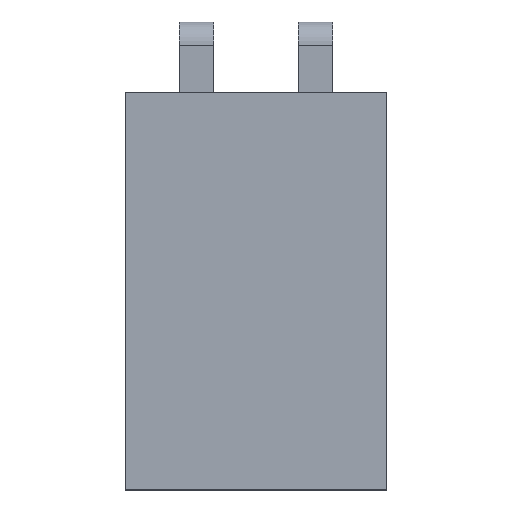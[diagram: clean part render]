
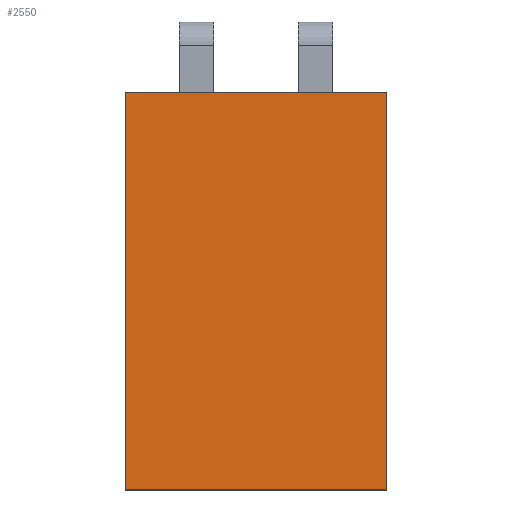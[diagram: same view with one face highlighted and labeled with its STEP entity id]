
A CAD part, top view. The second image highlights one B-rep face of the part: STEP entity #2550.
In plain terms, the highlighted face is planar.
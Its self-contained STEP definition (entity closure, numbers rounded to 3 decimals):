
#228=ORIENTED_EDGE('',*,*,#730,.F.);
#229=ORIENTED_EDGE('',*,*,#725,.F.);
#230=ORIENTED_EDGE('',*,*,#720,.F.);
#231=ORIENTED_EDGE('',*,*,#731,.F.);
#720=EDGE_CURVE('',#964,#965,#1130,.T.);
#725=EDGE_CURVE('',#965,#968,#1135,.T.);
#730=EDGE_CURVE('',#968,#971,#1140,.T.);
#731=EDGE_CURVE('',#971,#964,#1141,.T.);
#964=VERTEX_POINT('',#3545);
#965=VERTEX_POINT('',#3547);
#968=VERTEX_POINT('',#3556);
#971=VERTEX_POINT('',#3566);
#1130=LINE('',#3546,#1368);
#1135=LINE('',#3555,#1373);
#1140=LINE('',#3565,#1378);
#1141=LINE('',#3567,#1379);
#1368=VECTOR('',#2938,1000.);
#1373=VECTOR('',#2945,1000.);
#1378=VECTOR('',#2954,1000.);
#1379=VECTOR('',#2955,1000.);
#1512=EDGE_LOOP('',(#228,#229,#230,#231));
#1620=FACE_BOUND('',#1512,.T.);
#1728=PLANE('',#2669);
#2550=ADVANCED_FACE('',(#1620),#1728,.F.);
#2669=AXIS2_PLACEMENT_3D('',#3564,#2952,#2953);
#2938=DIRECTION('',(1.,0.,0.));
#2945=DIRECTION('',(0.,0.,1.));
#2952=DIRECTION('',(0.,-1.,0.));
#2953=DIRECTION('',(0.,0.,-1.));
#2954=DIRECTION('',(-1.,0.,0.));
#2955=DIRECTION('',(0.,0.,-1.));
#3545=CARTESIAN_POINT('',(-2.79,1.25,-4.25));
#3546=CARTESIAN_POINT('',(-2.79,1.25,-4.25));
#3547=CARTESIAN_POINT('',(2.79,1.25,-4.25));
#3555=CARTESIAN_POINT('',(2.79,1.25,-4.25));
#3556=CARTESIAN_POINT('',(2.79,1.25,4.25));
#3564=CARTESIAN_POINT('',(0.,1.25,0.));
#3565=CARTESIAN_POINT('',(2.79,1.25,4.25));
#3566=CARTESIAN_POINT('',(-2.79,1.25,4.25));
#3567=CARTESIAN_POINT('',(-2.79,1.25,4.25));
